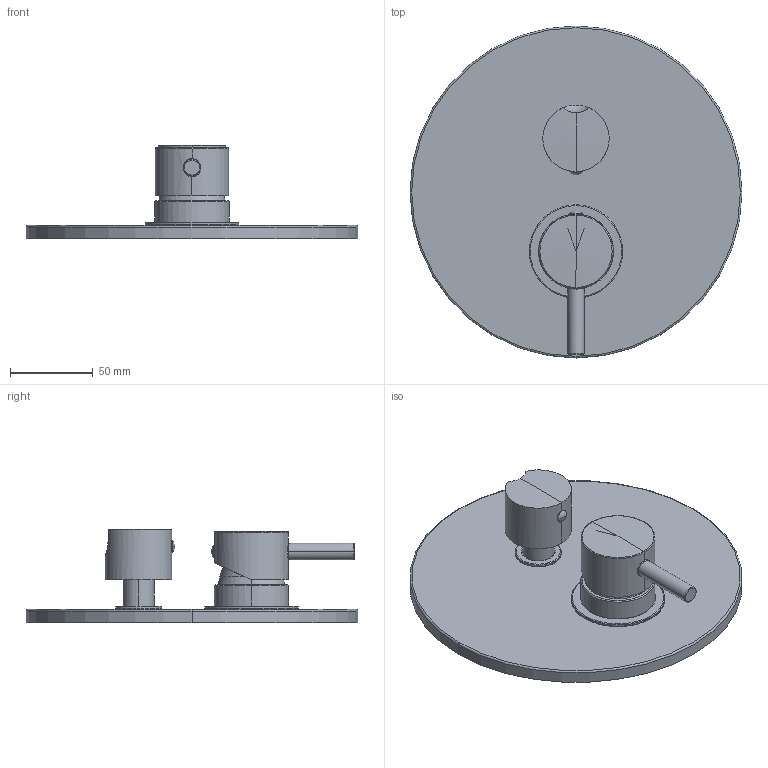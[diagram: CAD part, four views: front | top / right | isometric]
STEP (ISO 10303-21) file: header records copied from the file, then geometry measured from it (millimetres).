
FILE_DESCRIPTION((''),'2;1');
FILE_NAME('LIG018CR','2021-01-14T14:24:17',('ut3'),('PAFFONI SpA'),'CREO PARAMETRIC BY PTC INC, 2020044','CREO PARAMETRIC BY PTC INC, 2020044','');
FILE_SCHEMA(('CONFIG_CONTROL_DESIGN','SHAPE_APPEARANCE_LAYERS_GROUPS'));
Length unit declared in the file: millimetre
Products named in the file (1): LIG018CR
Bounding box: 200 x 200 x 56.25 mm (x, y, z)
Volume: 203434 mm3; surface area: 139578 mm2
Topology: 2 solids, 5 shells, 342 faces, 786 edges, 462 vertices
Faces by surface type: cylinder 119, plane 81, torus 52, cone 45, bspline 24, sphere 21
Entity records: 14450 total; most frequent: CARTESIAN_POINT 4355, DIRECTION 1694, ORIENTED_EDGE 1556, EDGE_CURVE 778, AXIS2_PLACEMENT_3D 716, VERTEX_POINT 462, CIRCLE 398, EDGE_LOOP 380
